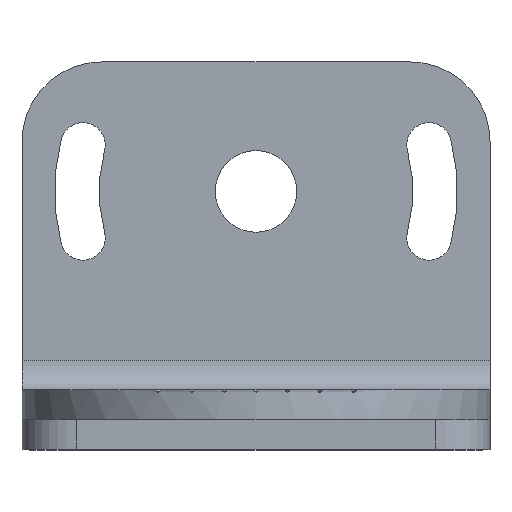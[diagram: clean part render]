
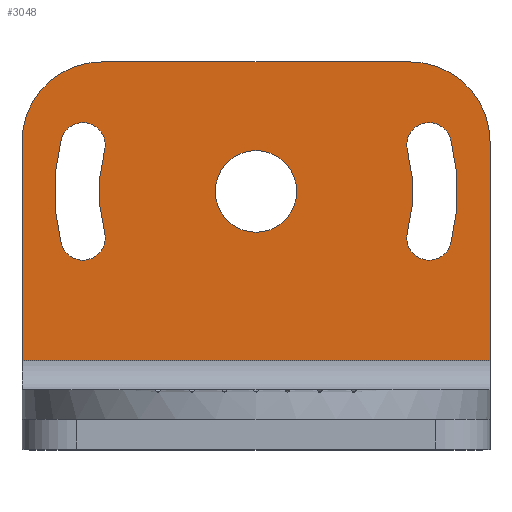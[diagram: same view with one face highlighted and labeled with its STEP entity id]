
A CAD part, top view. The second image highlights one B-rep face of the part: STEP entity #3048.
In plain terms, the highlighted face is planar.
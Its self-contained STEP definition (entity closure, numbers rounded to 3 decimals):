
#2013=CARTESIAN_POINT('',(15.5,3.,28.));
#2014=DIRECTION('',(0.,1.,0.));
#2015=DIRECTION('',(0.,0.,1.));
#2016=AXIS2_PLACEMENT_3D('',#2013,#2014,#2015);
#2018=DIRECTION('',(1.,0.,0.));
#2019=VECTOR('',#2018,31.);
#2020=CARTESIAN_POINT('',(-15.5,3.,36.));
#2021=LINE('',#2020,#2019);
#2022=CARTESIAN_POINT('',(-15.5,3.,28.));
#2023=DIRECTION('',(0.,1.,0.));
#2024=DIRECTION('',(-1.,0.,0.));
#2025=AXIS2_PLACEMENT_3D('',#2022,#2023,#2024);
#2027=DIRECTION('',(0.,0.,1.));
#2028=VECTOR('',#2027,22.);
#2029=CARTESIAN_POINT('',(-23.5,3.,6.));
#2030=LINE('',#2029,#2028);
#2031=DIRECTION('',(0.,0.,-1.));
#2032=VECTOR('',#2031,22.);
#2033=CARTESIAN_POINT('',(23.5,3.,28.));
#2034=LINE('',#2033,#2032);
#2035=CARTESIAN_POINT('',(0.,3.,23.));
#2036=DIRECTION('',(0.,1.,0.));
#2037=DIRECTION('',(0.966,0.,0.259));
#2038=AXIS2_PLACEMENT_3D('',#2035,#2036,#2037);
#2040=CARTESIAN_POINT('',(17.387,3.,27.659));
#2041=DIRECTION('',(0.,1.,0.));
#2042=DIRECTION('',(-0.966,0.,-0.259));
#2043=AXIS2_PLACEMENT_3D('',#2040,#2041,#2042);
#2045=CARTESIAN_POINT('',(0.,3.,23.));
#2046=DIRECTION('',(0.,1.,0.));
#2047=DIRECTION('',(0.966,0.,0.259));
#2048=AXIS2_PLACEMENT_3D('',#2045,#2046,#2047);
#2050=CARTESIAN_POINT('',(17.387,3.,18.341));
#2051=DIRECTION('',(0.,1.,0.));
#2052=DIRECTION('',(0.966,0.,-0.259));
#2053=AXIS2_PLACEMENT_3D('',#2050,#2051,#2052);
#2055=CARTESIAN_POINT('',(0.,3.,23.));
#2056=DIRECTION('',(0.,1.,0.));
#2057=DIRECTION('',(-0.966,0.,-0.259));
#2058=AXIS2_PLACEMENT_3D('',#2055,#2056,#2057);
#2060=CARTESIAN_POINT('',(-17.387,3.,18.341));
#2061=DIRECTION('',(0.,1.,0.));
#2062=DIRECTION('',(0.966,0.,0.259));
#2063=AXIS2_PLACEMENT_3D('',#2060,#2061,#2062);
#2065=CARTESIAN_POINT('',(0.,3.,23.));
#2066=DIRECTION('',(0.,1.,0.));
#2067=DIRECTION('',(-0.966,0.,-0.259));
#2068=AXIS2_PLACEMENT_3D('',#2065,#2066,#2067);
#2070=CARTESIAN_POINT('',(-17.387,3.,27.659));
#2071=DIRECTION('',(0.,1.,0.));
#2072=DIRECTION('',(-0.966,0.,0.259));
#2073=AXIS2_PLACEMENT_3D('',#2070,#2071,#2072);
#2075=CARTESIAN_POINT('',(0.,3.,23.));
#2076=DIRECTION('',(0.,1.,0.));
#2077=DIRECTION('',(-1.,0.,0.));
#2078=AXIS2_PLACEMENT_3D('',#2075,#2076,#2077);
#2080=CARTESIAN_POINT('',(0.,3.,23.));
#2081=DIRECTION('',(0.,1.,0.));
#2082=DIRECTION('',(1.,0.,0.));
#2083=AXIS2_PLACEMENT_3D('',#2080,#2081,#2082);
#2094=DIRECTION('',(-1.,0.,0.));
#2095=VECTOR('',#2094,47.);
#2096=CARTESIAN_POINT('',(23.5,3.,6.));
#2097=LINE('',#2096,#2095);
#2163=CARTESIAN_POINT('',(-23.5,3.,6.));
#2164=VERTEX_POINT('',#2163);
#2165=CARTESIAN_POINT('',(23.5,3.,6.));
#2166=VERTEX_POINT('',#2165);
#2187=CARTESIAN_POINT('',(-4.1,3.,23.));
#2188=CARTESIAN_POINT('',(4.1,3.,23.));
#2189=VERTEX_POINT('',#2187);
#2190=VERTEX_POINT('',#2188);
#2191=CARTESIAN_POINT('',(-15.213,3.,18.924));
#2192=CARTESIAN_POINT('',(-15.213,3.,27.076));
#2193=VERTEX_POINT('',#2191);
#2194=VERTEX_POINT('',#2192);
#2195=CARTESIAN_POINT('',(-19.56,3.,28.241));
#2196=VERTEX_POINT('',#2195);
#2197=CARTESIAN_POINT('',(-19.56,3.,17.759));
#2198=VERTEX_POINT('',#2197);
#2199=CARTESIAN_POINT('',(15.213,3.,27.076));
#2200=CARTESIAN_POINT('',(15.213,3.,18.924));
#2201=VERTEX_POINT('',#2199);
#2202=VERTEX_POINT('',#2200);
#2203=CARTESIAN_POINT('',(19.56,3.,17.759));
#2204=VERTEX_POINT('',#2203);
#2205=CARTESIAN_POINT('',(19.56,3.,28.241));
#2206=VERTEX_POINT('',#2205);
#2211=CARTESIAN_POINT('',(15.5,3.,36.));
#2212=VERTEX_POINT('',#2211);
#2213=CARTESIAN_POINT('',(23.5,3.,28.));
#2214=VERTEX_POINT('',#2213);
#2219=CARTESIAN_POINT('',(-23.5,3.,28.));
#2220=VERTEX_POINT('',#2219);
#2221=CARTESIAN_POINT('',(-15.5,3.,36.));
#2222=VERTEX_POINT('',#2221);
#3008=CARTESIAN_POINT('',(0.,3.,0.));
#3009=DIRECTION('',(0.,1.,0.));
#3010=DIRECTION('',(1.,0.,0.));
#3011=AXIS2_PLACEMENT_3D('',#3008,#3009,#3010);
#3012=PLANE('',#3011);
#3013=ORIENTED_EDGE('',*,*,#2381,.F.);
#3014=ORIENTED_EDGE('',*,*,#2397,.F.);
#3015=ORIENTED_EDGE('',*,*,#2410,.F.);
#3016=ORIENTED_EDGE('',*,*,#2425,.F.);
#3018=ORIENTED_EDGE('',*,*,#3017,.F.);
#3019=ORIENTED_EDGE('',*,*,#3001,.F.);
#3020=EDGE_LOOP('',(#3013,#3014,#3015,#3016,#3018,#3019));
#3021=FACE_OUTER_BOUND('',#3020,.F.);
#3023=ORIENTED_EDGE('',*,*,#3022,.F.);
#3025=ORIENTED_EDGE('',*,*,#3024,.T.);
#3027=ORIENTED_EDGE('',*,*,#3026,.T.);
#3029=ORIENTED_EDGE('',*,*,#3028,.T.);
#3030=EDGE_LOOP('',(#3023,#3025,#3027,#3029));
#3031=FACE_BOUND('',#3030,.F.);
#3033=ORIENTED_EDGE('',*,*,#3032,.F.);
#3035=ORIENTED_EDGE('',*,*,#3034,.T.);
#3037=ORIENTED_EDGE('',*,*,#3036,.T.);
#3039=ORIENTED_EDGE('',*,*,#3038,.T.);
#3040=EDGE_LOOP('',(#3033,#3035,#3037,#3039));
#3041=FACE_BOUND('',#3040,.F.);
#3043=ORIENTED_EDGE('',*,*,#3042,.T.);
#3045=ORIENTED_EDGE('',*,*,#3044,.T.);
#3046=EDGE_LOOP('',(#3043,#3045));
#3047=FACE_BOUND('',#3046,.F.);
#3048=ADVANCED_FACE('',(#3021,#3031,#3041,#3047),#3012,.T.);
#2017=CIRCLE('',#2016,8.);
#2026=CIRCLE('',#2025,8.);
#2039=CIRCLE('',#2038,15.75);
#2044=CIRCLE('',#2043,2.25);
#2049=CIRCLE('',#2048,20.25);
#2054=CIRCLE('',#2053,2.25);
#2059=CIRCLE('',#2058,15.75);
#2064=CIRCLE('',#2063,2.25);
#2069=CIRCLE('',#2068,20.25);
#2074=CIRCLE('',#2073,2.25);
#2079=CIRCLE('',#2078,4.1);
#2084=CIRCLE('',#2083,4.1);
#2381=EDGE_CURVE('',#2212,#2214,#2017,.T.);
#2397=EDGE_CURVE('',#2222,#2212,#2021,.T.);
#2410=EDGE_CURVE('',#2220,#2222,#2026,.T.);
#2425=EDGE_CURVE('',#2164,#2220,#2030,.T.);
#3001=EDGE_CURVE('',#2214,#2166,#2034,.T.);
#3017=EDGE_CURVE('',#2166,#2164,#2097,.T.);
#3022=EDGE_CURVE('',#2201,#2202,#2039,.T.);
#3024=EDGE_CURVE('',#2201,#2206,#2044,.T.);
#3026=EDGE_CURVE('',#2206,#2204,#2049,.T.);
#3028=EDGE_CURVE('',#2204,#2202,#2054,.T.);
#3032=EDGE_CURVE('',#2193,#2194,#2059,.T.);
#3034=EDGE_CURVE('',#2193,#2198,#2064,.T.);
#3036=EDGE_CURVE('',#2198,#2196,#2069,.T.);
#3038=EDGE_CURVE('',#2196,#2194,#2074,.T.);
#3042=EDGE_CURVE('',#2189,#2190,#2079,.T.);
#3044=EDGE_CURVE('',#2190,#2189,#2084,.T.);
